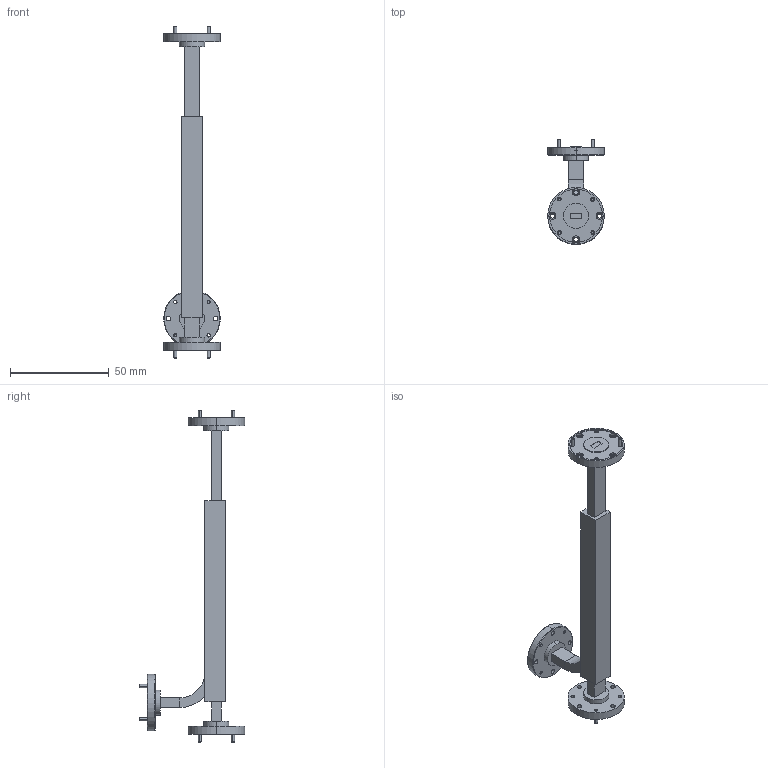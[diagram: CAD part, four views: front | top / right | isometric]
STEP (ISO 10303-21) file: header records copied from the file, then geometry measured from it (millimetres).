
FILE_DESCRIPTION (( 'STEP AP203' ), '1' );
FILE_NAME ('WD-SWE-Q-A-X1.STEP', '2024-07-02T17:58:20', ( '' ), ( '' ), 'SwSTEP 2.0', 'SolidWorks 2021', '' );
FILE_SCHEMA (( 'CONFIG_CONTROL_DESIGN' ));
Length unit declared in the file: inch
Products named in the file (1): WD-SWE-Q-A-X1
Bounding box: 28.57 x 53.16 x 167.75 mm (x, y, z)
Volume: 21669.8 mm3; surface area: 12096.5 mm2
Topology: 7 solids, 7 shells, 245 faces, 584 edges, 370 vertices
Faces by surface type: cylinder 116, plane 77, cone 52
Entity records: 7325 total; most frequent: DIRECTION 1384, CARTESIAN_POINT 1200, ORIENTED_EDGE 1168, EDGE_CURVE 584, AXIS2_PLACEMENT_3D 554, VERTEX_POINT 370, EDGE_LOOP 310, CIRCLE 308
